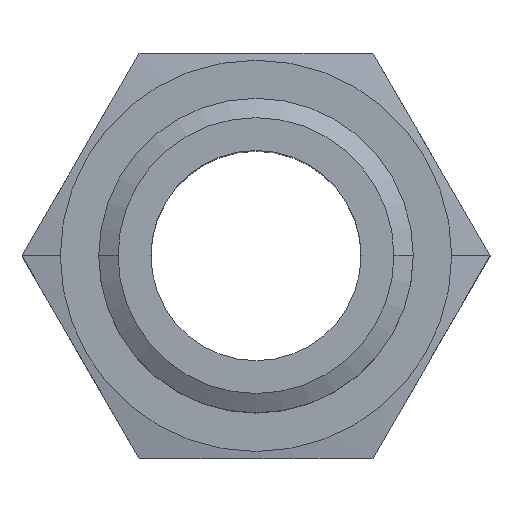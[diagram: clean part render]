
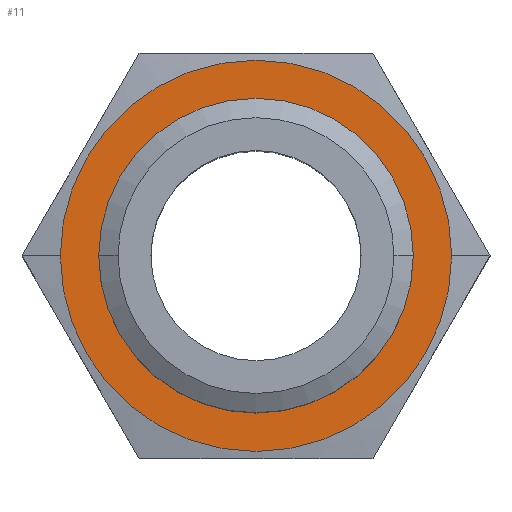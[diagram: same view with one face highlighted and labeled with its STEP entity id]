
A CAD part, top view. The second image highlights one B-rep face of the part: STEP entity #11.
In plain terms, the highlighted planar face has unit normal (0, 0, 1).
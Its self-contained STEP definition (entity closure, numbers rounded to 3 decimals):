
#11 = ADVANCED_FACE ( 'NONE', ( #395, #353 ), #352, .F. ) ;
#12 = EDGE_LOOP ( 'NONE', ( #13, #14 ) ) ;
#13 = ORIENTED_EDGE ( 'NONE', *, *, #229, .F. ) ;
#14 = ORIENTED_EDGE ( 'NONE', *, *, #23, .F. ) ;
#15 = EDGE_LOOP ( 'NONE', ( #201, #157 ) ) ;
#23 = EDGE_CURVE ( 'NONE', #231, #230, #475, .T. ) ;
#157 = ORIENTED_EDGE ( 'NONE', *, *, #433, .T. ) ;
#174 = EDGE_CURVE ( 'NONE', #283, #282, #1143, .T. ) ;
#201 = ORIENTED_EDGE ( 'NONE', *, *, #174, .T. ) ;
#229 = EDGE_CURVE ( 'NONE', #230, #231, #669, .T. ) ;
#230 = VERTEX_POINT ( 'NONE', #694 ) ;
#231 = VERTEX_POINT ( 'NONE', #692 ) ;
#282 = VERTEX_POINT ( 'NONE', #837 ) ;
#283 = VERTEX_POINT ( 'NONE', #836 ) ;
#348 = DIRECTION ( 'NONE',  ( -1., 0., 0. ) ) ;
#349 = DIRECTION ( 'NONE',  ( 0., 0., -1. ) ) ;
#350 = CARTESIAN_POINT ( 'NONE',  ( 0., 15.588, 5. ) ) ;
#351 = AXIS2_PLACEMENT_3D ( 'NONE', #350, #349, #348 ) ;
#352 = PLANE ( 'NONE',  #351 ) ;
#353 = FACE_OUTER_BOUND ( 'NONE', #15, .T. ) ;
#395 = FACE_BOUND ( 'NONE', #12, .T. ) ;
#433 = EDGE_CURVE ( 'NONE', #282, #283, #1296, .T. ) ;
#475 = CIRCLE ( 'NONE', #625, 10.478 ) ;
#622 = DIRECTION ( 'NONE',  ( 1., 0., 0. ) ) ;
#623 = DIRECTION ( 'NONE',  ( 0., 0., 1. ) ) ;
#624 = CARTESIAN_POINT ( 'NONE',  ( 0., 0., 5. ) ) ;
#625 = AXIS2_PLACEMENT_3D ( 'NONE', #624, #623, #622 ) ;
#665 = DIRECTION ( 'NONE',  ( 1., 0., 0. ) ) ;
#666 = DIRECTION ( 'NONE',  ( 0., 0., 1. ) ) ;
#667 = CARTESIAN_POINT ( 'NONE',  ( 0., 0., 5. ) ) ;
#668 = AXIS2_PLACEMENT_3D ( 'NONE', #667, #666, #665 ) ;
#669 = CIRCLE ( 'NONE', #668, 10.478 ) ;
#692 = CARTESIAN_POINT ( 'NONE',  ( -10.478, 0., 5. ) ) ;
#694 = CARTESIAN_POINT ( 'NONE',  ( 10.478, 0., 5. ) ) ;
#836 = CARTESIAN_POINT ( 'NONE',  ( -13.033, 0., 5. ) ) ;
#837 = CARTESIAN_POINT ( 'NONE',  ( 13.033, 0., 5. ) ) ;
#1143 = CIRCLE ( 'NONE', #1151, 13.033 ) ;
#1149 = DIRECTION ( 'NONE',  ( 1., 0., 0. ) ) ;
#1150 = DIRECTION ( 'NONE',  ( 0., 0., 1. ) ) ;
#1151 = AXIS2_PLACEMENT_3D ( 'NONE', #1152, #1150, #1149 ) ;
#1152 = CARTESIAN_POINT ( 'NONE',  ( 0., 0., 5. ) ) ;
#1292 = DIRECTION ( 'NONE',  ( 1., 0., 0. ) ) ;
#1293 = DIRECTION ( 'NONE',  ( 0., 0., 1. ) ) ;
#1294 = CARTESIAN_POINT ( 'NONE',  ( 0., 0., 5. ) ) ;
#1295 = AXIS2_PLACEMENT_3D ( 'NONE', #1294, #1293, #1292 ) ;
#1296 = CIRCLE ( 'NONE', #1295, 13.033 ) ;
